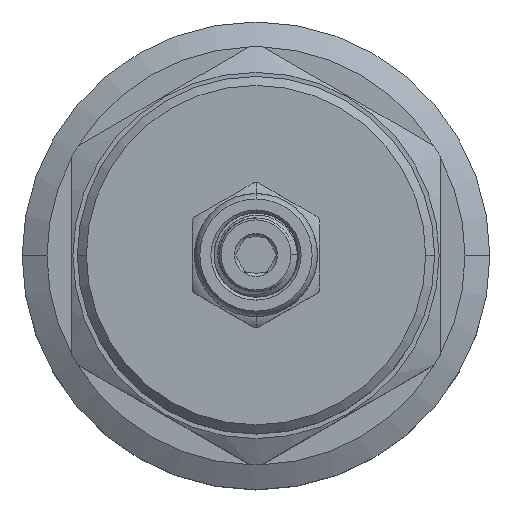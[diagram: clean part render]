
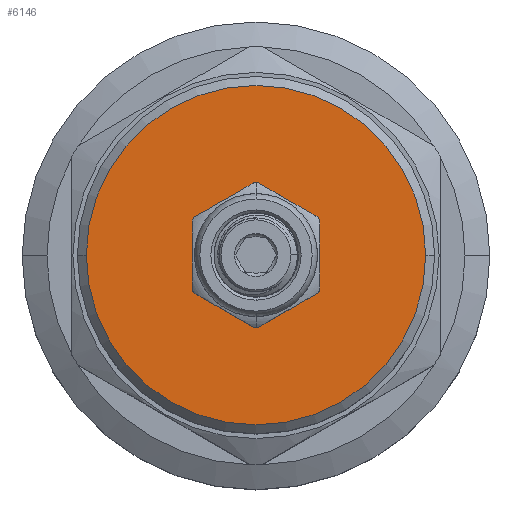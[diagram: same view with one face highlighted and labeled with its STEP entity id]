
A CAD part, top view. The second image highlights one B-rep face of the part: STEP entity #6146.
In plain terms, the highlighted planar face has unit normal (0, 0, 1).
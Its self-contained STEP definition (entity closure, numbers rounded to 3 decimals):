
#413 = EDGE_LOOP ( 'NONE', ( #4240, #9192 ) ) ;
#1461 = CARTESIAN_POINT ( 'NONE',  ( 0., 0., 20.89 ) ) ;
#1497 = CARTESIAN_POINT ( 'NONE',  ( 0., -19., 20.89 ) ) ;
#1765 = CIRCLE ( 'NONE', #13858, 19. ) ;
#1978 = CARTESIAN_POINT ( 'NONE',  ( 0., -6.875, 20.89 ) ) ;
#1991 = AXIS2_PLACEMENT_3D ( 'NONE', #1461, #7246, #4949 ) ;
#2655 = EDGE_CURVE ( 'NONE', #14525, #8817, #12243, .T. ) ;
#2842 = CARTESIAN_POINT ( 'NONE',  ( 0., 0., 20.89 ) ) ;
#3778 = AXIS2_PLACEMENT_3D ( 'NONE', #2842, #7660, #11125 ) ;
#3935 = CARTESIAN_POINT ( 'NONE',  ( 19., 0., 20.89 ) ) ;
#3976 = ORIENTED_EDGE ( 'NONE', *, *, #2655, .F. ) ;
#4201 = DIRECTION ( 'NONE',  ( 1., 0., 0. ) ) ;
#4240 = ORIENTED_EDGE ( 'NONE', *, *, #14886, .T. ) ;
#4301 = DIRECTION ( 'NONE',  ( 0., 0., -1. ) ) ;
#4949 = DIRECTION ( 'NONE',  ( 1., 0., 0. ) ) ;
#5069 = ORIENTED_EDGE ( 'NONE', *, *, #6738, .F. ) ;
#5080 = EDGE_LOOP ( 'NONE', ( #3976, #5069 ) ) ;
#5133 = VERTEX_POINT ( 'NONE', #14246 ) ;
#6146 = ADVANCED_FACE ( 'NONE', ( #13463, #12558 ), #14374, .F. ) ;
#6542 = CARTESIAN_POINT ( 'NONE',  ( -19., 0., 20.89 ) ) ;
#6660 = CARTESIAN_POINT ( 'NONE',  ( 0., 0., 20.89 ) ) ;
#6738 = EDGE_CURVE ( 'NONE', #8817, #14525, #1765, .T. ) ;
#6783 = DIRECTION ( 'NONE',  ( 0., -1., 0. ) ) ;
#6930 = DIRECTION ( 'NONE',  ( 0., 0., -1. ) ) ;
#7210 = CIRCLE ( 'NONE', #3778, 6.875 ) ;
#7246 = DIRECTION ( 'NONE',  ( 0., 0., -1. ) ) ;
#7660 = DIRECTION ( 'NONE',  ( 0., 0., -1. ) ) ;
#7964 = AXIS2_PLACEMENT_3D ( 'NONE', #9115, #6930, #6783 ) ;
#8817 = VERTEX_POINT ( 'NONE', #6542 ) ;
#9115 = CARTESIAN_POINT ( 'NONE',  ( 0., 0., 20.89 ) ) ;
#9192 = ORIENTED_EDGE ( 'NONE', *, *, #10097, .T. ) ;
#10097 = EDGE_CURVE ( 'NONE', #14139, #5133, #7210, .T. ) ;
#11071 = DIRECTION ( 'NONE',  ( 1., 0., 0. ) ) ;
#11125 = DIRECTION ( 'NONE',  ( 0., -1., 0. ) ) ;
#11932 = DIRECTION ( 'NONE',  ( 0., 0., -1. ) ) ;
#12243 = CIRCLE ( 'NONE', #1991, 19. ) ;
#12558 = FACE_OUTER_BOUND ( 'NONE', #5080, .T. ) ;
#13119 = AXIS2_PLACEMENT_3D ( 'NONE', #1497, #11932, #11071 ) ;
#13463 = FACE_BOUND ( 'NONE', #413, .T. ) ;
#13858 = AXIS2_PLACEMENT_3D ( 'NONE', #6660, #4301, #4201 ) ;
#14120 = CIRCLE ( 'NONE', #7964, 6.875 ) ;
#14139 = VERTEX_POINT ( 'NONE', #1978 ) ;
#14246 = CARTESIAN_POINT ( 'NONE',  ( 0., 6.875, 20.89 ) ) ;
#14374 = PLANE ( 'NONE',  #13119 ) ;
#14525 = VERTEX_POINT ( 'NONE', #3935 ) ;
#14886 = EDGE_CURVE ( 'NONE', #5133, #14139, #14120, .T. ) ;
